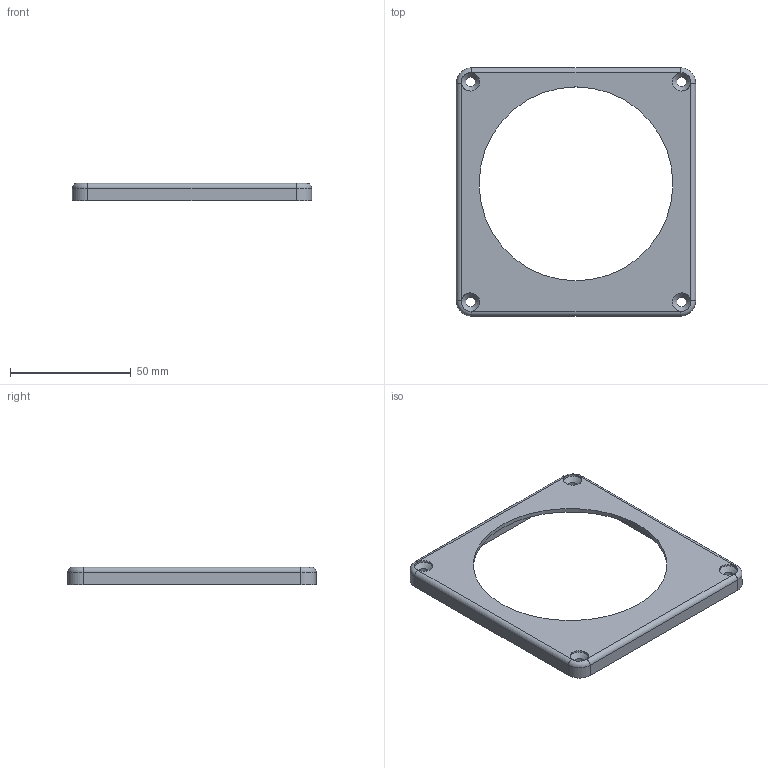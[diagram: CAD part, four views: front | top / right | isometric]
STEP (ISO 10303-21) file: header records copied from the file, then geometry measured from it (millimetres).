
FILE_DESCRIPTION(/* description */ (''),/* implementation_level */ '2;1');
FILE_NAME(/* name */ 'RPLIDAR S2 Rev C Lid v3 - Dome.step',/* time_stamp */ '2022-12-09T21:00:42-06:00',/* author */ (''),/* organization */ (''),/* preprocessor_version */ 'ST-DEVELOPER v19.2',/* originating_system */ 'Autodesk Translation Framework v11.17.0.187',/* authorisation */ '');
FILE_SCHEMA (('AUTOMOTIVE_DESIGN { 1 0 10303 214 3 1 1 }'));
Length unit declared in the file: inch
Products named in the file (1): RPLIDAR S2 Rev C Lid
Bounding box: 99.06 x 102.87 x 7.24 mm (x, y, z)
Volume: 20547.5 mm3; surface area: 17419.4 mm2
Topology: 1 solids, 1 shells, 108 faces, 305 edges, 198 vertices
Faces by surface type: cylinder 54, plane 46, torus 4, cone 4
Full cylindrical faces by diameter (mm): 4.064 x4, 7.62 x4, 80.264 x1
Entity records: 3616 total; most frequent: CARTESIAN_POINT 666, DIRECTION 635, ORIENTED_EDGE 610, EDGE_CURVE 305, AXIS2_PLACEMENT_3D 227, VERTEX_POINT 198, LINE 181, VECTOR 181
